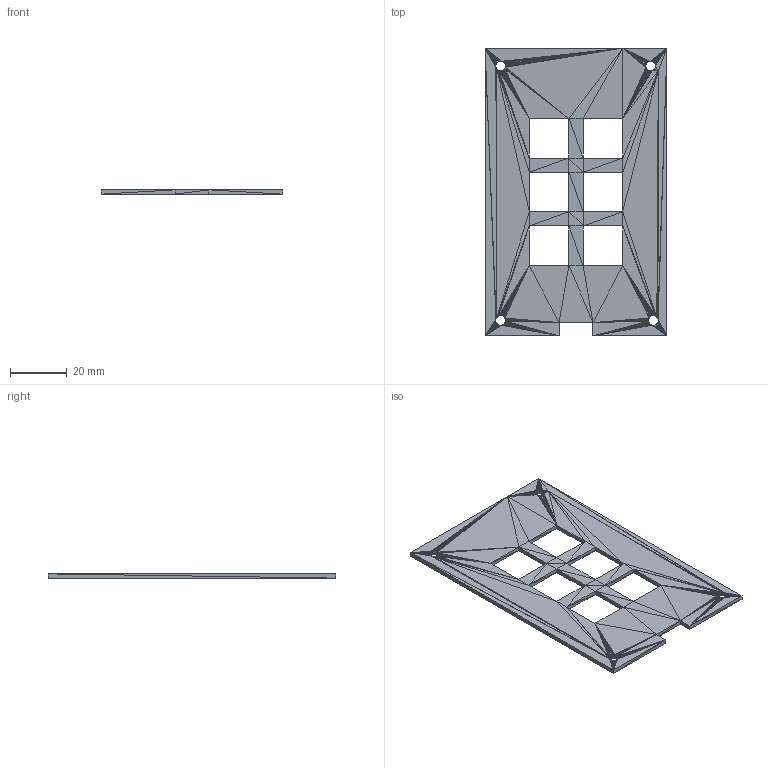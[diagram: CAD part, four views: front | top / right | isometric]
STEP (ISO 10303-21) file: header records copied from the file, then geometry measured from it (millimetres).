
FILE_DESCRIPTION((' Model'),'2;1');
FILE_NAME(' Shape Model','2025-12-01T14:18:32',(''),( ''),' ','','Unknown');
FILE_SCHEMA(('AUTOMOTIVE_DESIGN { 1 0 10303 214 1 1 1 1 }'));
Length unit declared in the file: millimetre
Products named in the file (1):  STEP translator 7.5 1
Bounding box: 64.3 x 101.7 x 1.5 mm (x, y, z)
Surface area: 11619.7 mm2 (no closed solid volume)
Topology: 0 solids, 1 shells, 940 faces, 1410 edges, 452 vertices
Faces by surface type: plane 940
Entity records: 35232 total; most frequent: CARTESIAN_POINT 7033, DIRECTION 4702, ORIENTED_EDGE 2820, LINE 2820, VECTOR 2820, PCURVE 2820, DEFINITIONAL_REPRESENTATION 2820, EDGE_CURVE 1410
